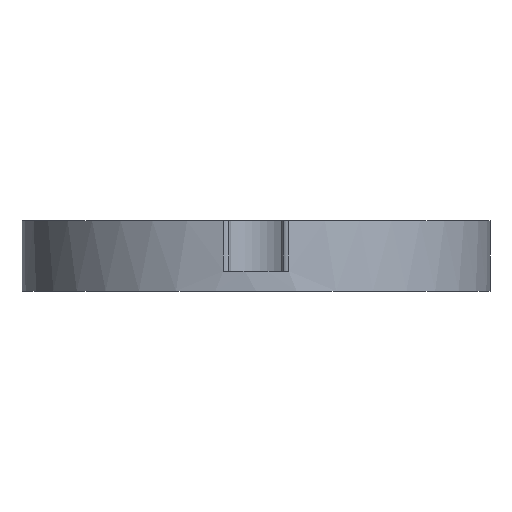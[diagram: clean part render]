
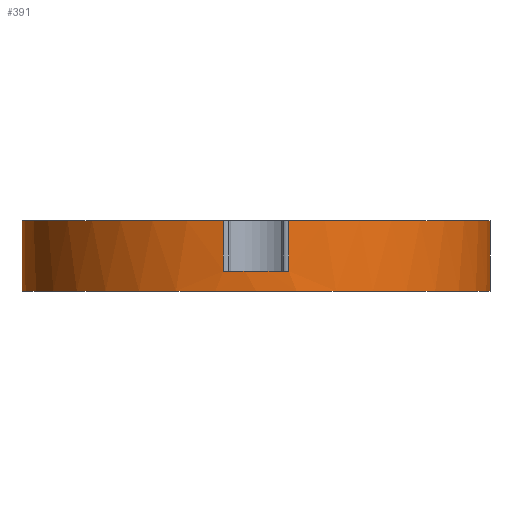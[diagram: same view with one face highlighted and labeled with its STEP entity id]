
A CAD part, front view. The second image highlights one B-rep face of the part: STEP entity #391.
In plain terms, the highlighted cylindrical face has radius 44.45 mm (diameter 88.9 mm), a partial arc.
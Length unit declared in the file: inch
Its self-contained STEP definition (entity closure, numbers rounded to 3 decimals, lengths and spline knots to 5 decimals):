
#213 = EDGE_CURVE( '', #495, #453, #572, .T. );
#281 = EDGE_CURVE( '', #447, #415, #650, .T. );
#287 = EDGE_CURVE( '', #327, #375, #657, .T. );
#315 = EDGE_CURVE( '', #331, #345, #686, .T. );
#327 = VERTEX_POINT( '', #707 );
#331 = VERTEX_POINT( '', #711 );
#345 = VERTEX_POINT( '', #726 );
#375 = VERTEX_POINT( '', #759 );
#387 = EDGE_CURVE( '', #453, #485, #773, .T. );
#391 = ADVANCED_FACE( '', ( #777 ), #778, .T. );
#415 = VERTEX_POINT( '', #802 );
#427 = EDGE_CURVE( '', #485, #331, #816, .T. );
#447 = VERTEX_POINT( '', #838 );
#453 = VERTEX_POINT( '', #844 );
#459 = EDGE_CURVE( '', #415, #327, #850, .T. );
#467 = EDGE_CURVE( '', #495, #447, #858, .T. );
#473 = EDGE_CURVE( '', #345, #375, #866, .T. );
#485 = VERTEX_POINT( '', #878 );
#495 = VERTEX_POINT( '', #890 );
#572 = CIRCLE( '', #972, 1.75 );
#650 = CIRCLE( '', #1066, 1.75 );
#657 = LINE( '', #1075, #1076 );
#686 = LINE( '', #1118, #1119 );
#707 = CARTESIAN_POINT( '', ( 1.75, 0., -5.525 ) );
#711 = CARTESIAN_POINT( '', ( 0.24449, -1.73284, -5.375 ) );
#726 = CARTESIAN_POINT( '', ( 0.24449, -1.73284, -5. ) );
#759 = CARTESIAN_POINT( '', ( 1.75, 0., -5. ) );
#773 = LINE( '', #1230, #1231 );
#777 = FACE_OUTER_BOUND( '', #1237, .T. );
#778 = CYLINDRICAL_SURFACE( '', #1238, 1.75 );
#802 = CARTESIAN_POINT( '', ( 0., -1.75, -5.525 ) );
#816 = CIRCLE( '', #1289, 1.75 );
#838 = CARTESIAN_POINT( '', ( -1.75, 0., -5.525 ) );
#844 = CARTESIAN_POINT( '', ( -0.24449, -1.73284, -5. ) );
#850 = CIRCLE( '', #1332, 1.75 );
#858 = LINE( '', #1345, #1346 );
#866 = CIRCLE( '', #1355, 1.75 );
#878 = CARTESIAN_POINT( '', ( -0.24449, -1.73284, -5.375 ) );
#890 = CARTESIAN_POINT( '', ( -1.75, 0., -5. ) );
#972 = AXIS2_PLACEMENT_3D( '', #1465, #1466, #1467 );
#1066 = AXIS2_PLACEMENT_3D( '', #1547, #1548, #1549 );
#1075 = CARTESIAN_POINT( '', ( 1.75, 0., -5. ) );
#1076 = VECTOR( '', #1561, 1. );
#1118 = CARTESIAN_POINT( '', ( 0.24449, -1.73284, -5. ) );
#1119 = VECTOR( '', #1586, 1. );
#1230 = CARTESIAN_POINT( '', ( -0.24449, -1.73284, -5. ) );
#1231 = VECTOR( '', #1713, 1. );
#1237 = EDGE_LOOP( '', ( #1716, #1717, #1718, #1719, #1720, #1721, #1722, #1723, #1724 ) );
#1238 = AXIS2_PLACEMENT_3D( '', #1725, #1726, #1727 );
#1289 = AXIS2_PLACEMENT_3D( '', #1771, #1772, #1773 );
#1332 = AXIS2_PLACEMENT_3D( '', #1810, #1811, #1812 );
#1345 = CARTESIAN_POINT( '', ( -1.75, 0., -5. ) );
#1346 = VECTOR( '', #1815, 1. );
#1355 = AXIS2_PLACEMENT_3D( '', #1832, #1833, #1834 );
#1465 = CARTESIAN_POINT( '', ( 0., 0., -5. ) );
#1466 = DIRECTION( '', ( 0., 0., 1. ) );
#1467 = DIRECTION( '', ( -1., 0., 0. ) );
#1547 = CARTESIAN_POINT( '', ( 0., 0., -5.525 ) );
#1548 = DIRECTION( '', ( 0., 0., 1. ) );
#1549 = DIRECTION( '', ( 0., -1., 0. ) );
#1561 = DIRECTION( '', ( 0., 0., 1. ) );
#1586 = DIRECTION( '', ( 0., 0., 1. ) );
#1713 = DIRECTION( '', ( 0., 0., -1. ) );
#1716 = ORIENTED_EDGE( '', *, *, #467, .T. );
#1717 = ORIENTED_EDGE( '', *, *, #281, .T. );
#1718 = ORIENTED_EDGE( '', *, *, #459, .T. );
#1719 = ORIENTED_EDGE( '', *, *, #287, .T. );
#1720 = ORIENTED_EDGE( '', *, *, #473, .F. );
#1721 = ORIENTED_EDGE( '', *, *, #315, .F. );
#1722 = ORIENTED_EDGE( '', *, *, #427, .F. );
#1723 = ORIENTED_EDGE( '', *, *, #387, .F. );
#1724 = ORIENTED_EDGE( '', *, *, #213, .F. );
#1725 = CARTESIAN_POINT( '', ( 0., 0., -5. ) );
#1726 = DIRECTION( '', ( 0., 0., 1. ) );
#1727 = DIRECTION( '', ( -1., 0., 0. ) );
#1771 = CARTESIAN_POINT( '', ( 0., 0., -5.375 ) );
#1772 = DIRECTION( '', ( 0., 0., 1. ) );
#1773 = DIRECTION( '', ( 0., -1., 0. ) );
#1810 = CARTESIAN_POINT( '', ( 0., 0., -5.525 ) );
#1811 = DIRECTION( '', ( 0., 0., 1. ) );
#1812 = DIRECTION( '', ( 0., -1., 0. ) );
#1815 = DIRECTION( '', ( 0., 0., -1. ) );
#1832 = CARTESIAN_POINT( '', ( 0., 0., -5. ) );
#1833 = DIRECTION( '', ( 0., 0., 1. ) );
#1834 = DIRECTION( '', ( -1., 0., 0. ) );
